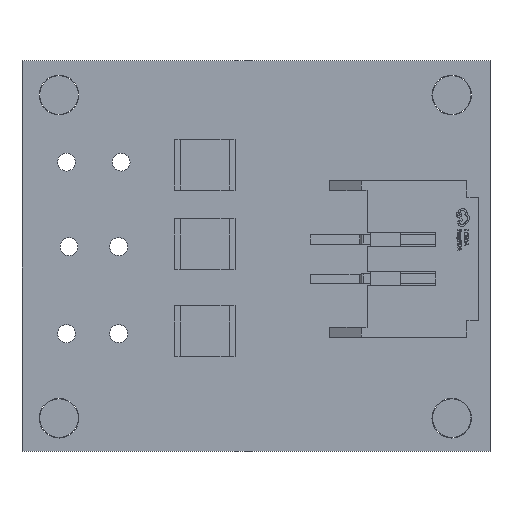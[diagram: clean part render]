
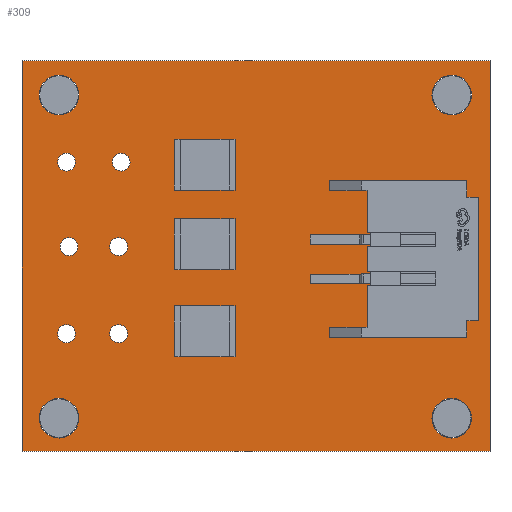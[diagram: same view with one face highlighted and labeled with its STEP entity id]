
A CAD part, top view. The second image highlights one B-rep face of the part: STEP entity #309.
In plain terms, the highlighted planar face has unit normal (0, 0, 1).
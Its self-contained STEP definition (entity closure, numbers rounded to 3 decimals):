
#51 = VERTEX_POINT('',#52);
#52 = CARTESIAN_POINT('',(-4.178,37.96,1.6
    ));
#58 = EDGE_CURVE('',#51,#59,#61,.T.);
#59 = VERTEX_POINT('',#60);
#60 = CARTESIAN_POINT('',(19.733,37.96,1.6)
  );
#61 = LINE('',#62,#63);
#62 = CARTESIAN_POINT('',(-4.178,37.96,1.6
    ));
#63 = VECTOR('',#64,1.);
#64 = DIRECTION('',(1.,0.,0.));
#91 = VERTEX_POINT('',#92);
#92 = CARTESIAN_POINT('',(-4.178,17.986,1.6
    ));
#98 = EDGE_CURVE('',#91,#51,#99,.T.);
#99 = LINE('',#100,#101);
#100 = CARTESIAN_POINT('',(-4.178,17.986,
    1.6));
#101 = VECTOR('',#102,1.);
#102 = DIRECTION('',(0.,1.,0.));
#120 = EDGE_CURVE('',#59,#121,#123,.T.);
#121 = VERTEX_POINT('',#122);
#122 = CARTESIAN_POINT('',(19.733,17.986,1.6
    ));
#123 = LINE('',#124,#125);
#124 = CARTESIAN_POINT('',(19.733,37.96,1.6
    ));
#125 = VECTOR('',#126,1.);
#126 = DIRECTION('',(0.,-1.,0.));
#309 = ADVANCED_FACE('',(#310,#321,#341,#361,#372,#383,#403,#414,#425,
    #436,#447),#467,.F.);
#310 = FACE_BOUND('',#311,.F.);
#311 = EDGE_LOOP('',(#312,#313,#314,#320));
#312 = ORIENTED_EDGE('',*,*,#58,.T.);
#313 = ORIENTED_EDGE('',*,*,#120,.T.);
#314 = ORIENTED_EDGE('',*,*,#315,.T.);
#315 = EDGE_CURVE('',#121,#91,#316,.T.);
#316 = LINE('',#317,#318);
#317 = CARTESIAN_POINT('',(19.733,17.986,1.6
    ));
#318 = VECTOR('',#319,1.);
#319 = DIRECTION('',(-1.,0.,0.));
#320 = ORIENTED_EDGE('',*,*,#98,.T.);
#321 = FACE_BOUND('',#322,.F.);
#322 = EDGE_LOOP('',(#323,#334));
#323 = ORIENTED_EDGE('',*,*,#324,.T.);
#324 = EDGE_CURVE('',#325,#327,#329,.T.);
#325 = VERTEX_POINT('',#326);
#326 = CARTESIAN_POINT('',(18.793,19.685,
    1.6));
#327 = VERTEX_POINT('',#328);
#328 = CARTESIAN_POINT('',(16.767,19.685,
    1.6));
#329 = CIRCLE('',#330,1.013);
#330 = AXIS2_PLACEMENT_3D('',#331,#332,#333);
#331 = CARTESIAN_POINT('',(17.78,19.685,
    1.6));
#332 = DIRECTION('',(0.,0.,1.));
#333 = DIRECTION('',(1.,0.,-0.));
#334 = ORIENTED_EDGE('',*,*,#335,.T.);
#335 = EDGE_CURVE('',#327,#325,#336,.T.);
#336 = CIRCLE('',#337,1.013);
#337 = AXIS2_PLACEMENT_3D('',#338,#339,#340);
#338 = CARTESIAN_POINT('',(17.78,19.685,
    1.6));
#339 = DIRECTION('',(0.,0.,1.));
#340 = DIRECTION('',(-1.,0.,0.));
#341 = FACE_BOUND('',#342,.F.);
#342 = EDGE_LOOP('',(#343,#354));
#343 = ORIENTED_EDGE('',*,*,#344,.T.);
#344 = EDGE_CURVE('',#345,#347,#349,.T.);
#345 = VERTEX_POINT('',#346);
#346 = CARTESIAN_POINT('',(-1.273,19.685,
    1.6));
#347 = VERTEX_POINT('',#348);
#348 = CARTESIAN_POINT('',(-3.299,19.685,
    1.6));
#349 = CIRCLE('',#350,1.013);
#350 = AXIS2_PLACEMENT_3D('',#351,#352,#353);
#351 = CARTESIAN_POINT('',(-2.286,19.685,
    1.6));
#352 = DIRECTION('',(0.,0.,1.));
#353 = DIRECTION('',(1.,0.,-0.));
#354 = ORIENTED_EDGE('',*,*,#355,.T.);
#355 = EDGE_CURVE('',#347,#345,#356,.T.);
#356 = CIRCLE('',#357,1.013);
#357 = AXIS2_PLACEMENT_3D('',#358,#359,#360);
#358 = CARTESIAN_POINT('',(-2.286,19.685,
    1.6));
#359 = DIRECTION('',(0.,0.,1.));
#360 = DIRECTION('',(-1.,0.,0.));
#361 = FACE_BOUND('',#362,.F.);
#362 = EDGE_LOOP('',(#363));
#363 = ORIENTED_EDGE('',*,*,#364,.T.);
#364 = EDGE_CURVE('',#365,#365,#367,.T.);
#365 = VERTEX_POINT('',#366);
#366 = CARTESIAN_POINT('',(1.219,24.003,1.6
    ));
#367 = CIRCLE('',#368,0.457);
#368 = AXIS2_PLACEMENT_3D('',#369,#370,#371);
#369 = CARTESIAN_POINT('',(0.762,24.003,1.6
    ));
#370 = DIRECTION('',(0.,0.,1.));
#371 = DIRECTION('',(1.,0.,-0.));
#372 = FACE_BOUND('',#373,.F.);
#373 = EDGE_LOOP('',(#374));
#374 = ORIENTED_EDGE('',*,*,#375,.T.);
#375 = EDGE_CURVE('',#376,#376,#378,.T.);
#376 = VERTEX_POINT('',#377);
#377 = CARTESIAN_POINT('',(-1.448,24.003,
    1.6));
#378 = CIRCLE('',#379,0.457);
#379 = AXIS2_PLACEMENT_3D('',#380,#381,#382);
#380 = CARTESIAN_POINT('',(-1.905,24.003,
    1.6));
#381 = DIRECTION('',(0.,0.,1.));
#382 = DIRECTION('',(1.,0.,-0.));
#383 = FACE_BOUND('',#384,.F.);
#384 = EDGE_LOOP('',(#385,#396));
#385 = ORIENTED_EDGE('',*,*,#386,.T.);
#386 = EDGE_CURVE('',#387,#389,#391,.T.);
#387 = VERTEX_POINT('',#388);
#388 = CARTESIAN_POINT('',(18.793,36.195,
    1.6));
#389 = VERTEX_POINT('',#390);
#390 = CARTESIAN_POINT('',(16.767,36.195,
    1.6));
#391 = CIRCLE('',#392,1.013);
#392 = AXIS2_PLACEMENT_3D('',#393,#394,#395);
#393 = CARTESIAN_POINT('',(17.78,36.195,
    1.6));
#394 = DIRECTION('',(0.,0.,1.));
#395 = DIRECTION('',(1.,0.,-0.));
#396 = ORIENTED_EDGE('',*,*,#397,.T.);
#397 = EDGE_CURVE('',#389,#387,#398,.T.);
#398 = CIRCLE('',#399,1.013);
#399 = AXIS2_PLACEMENT_3D('',#400,#401,#402);
#400 = CARTESIAN_POINT('',(17.78,36.195,
    1.6));
#401 = DIRECTION('',(0.,0.,1.));
#402 = DIRECTION('',(-1.,0.,0.));
#403 = FACE_BOUND('',#404,.F.);
#404 = EDGE_LOOP('',(#405));
#405 = ORIENTED_EDGE('',*,*,#406,.T.);
#406 = EDGE_CURVE('',#407,#407,#409,.T.);
#407 = VERTEX_POINT('',#408);
#408 = CARTESIAN_POINT('',(1.219,28.448,1.6
    ));
#409 = CIRCLE('',#410,0.457);
#410 = AXIS2_PLACEMENT_3D('',#411,#412,#413);
#411 = CARTESIAN_POINT('',(0.762,28.448,1.6
    ));
#412 = DIRECTION('',(0.,0.,1.));
#413 = DIRECTION('',(1.,0.,-0.));
#414 = FACE_BOUND('',#415,.F.);
#415 = EDGE_LOOP('',(#416));
#416 = ORIENTED_EDGE('',*,*,#417,.T.);
#417 = EDGE_CURVE('',#418,#418,#420,.T.);
#418 = VERTEX_POINT('',#419);
#419 = CARTESIAN_POINT('',(-1.321,28.448,
    1.6));
#420 = CIRCLE('',#421,0.457);
#421 = AXIS2_PLACEMENT_3D('',#422,#423,#424);
#422 = CARTESIAN_POINT('',(-1.778,28.448,
    1.6));
#423 = DIRECTION('',(0.,0.,1.));
#424 = DIRECTION('',(1.,0.,-0.));
#425 = FACE_BOUND('',#426,.F.);
#426 = EDGE_LOOP('',(#427));
#427 = ORIENTED_EDGE('',*,*,#428,.T.);
#428 = EDGE_CURVE('',#429,#429,#431,.T.);
#429 = VERTEX_POINT('',#430);
#430 = CARTESIAN_POINT('',(1.346,32.766,1.6
    ));
#431 = CIRCLE('',#432,0.457);
#432 = AXIS2_PLACEMENT_3D('',#433,#434,#435);
#433 = CARTESIAN_POINT('',(0.889,32.766,1.6
    ));
#434 = DIRECTION('',(0.,0.,1.));
#435 = DIRECTION('',(1.,0.,-0.));
#436 = FACE_BOUND('',#437,.F.);
#437 = EDGE_LOOP('',(#438));
#438 = ORIENTED_EDGE('',*,*,#439,.T.);
#439 = EDGE_CURVE('',#440,#440,#442,.T.);
#440 = VERTEX_POINT('',#441);
#441 = CARTESIAN_POINT('',(-1.448,32.766,
    1.6));
#442 = CIRCLE('',#443,0.457);
#443 = AXIS2_PLACEMENT_3D('',#444,#445,#446);
#444 = CARTESIAN_POINT('',(-1.905,32.766,
    1.6));
#445 = DIRECTION('',(0.,0.,1.));
#446 = DIRECTION('',(1.,0.,-0.));
#447 = FACE_BOUND('',#448,.F.);
#448 = EDGE_LOOP('',(#449,#460));
#449 = ORIENTED_EDGE('',*,*,#450,.T.);
#450 = EDGE_CURVE('',#451,#453,#455,.T.);
#451 = VERTEX_POINT('',#452);
#452 = CARTESIAN_POINT('',(-1.273,36.195,
    1.6));
#453 = VERTEX_POINT('',#454);
#454 = CARTESIAN_POINT('',(-3.299,36.195,
    1.6));
#455 = CIRCLE('',#456,1.013);
#456 = AXIS2_PLACEMENT_3D('',#457,#458,#459);
#457 = CARTESIAN_POINT('',(-2.286,36.195,
    1.6));
#458 = DIRECTION('',(0.,0.,1.));
#459 = DIRECTION('',(1.,0.,-0.));
#460 = ORIENTED_EDGE('',*,*,#461,.T.);
#461 = EDGE_CURVE('',#453,#451,#462,.T.);
#462 = CIRCLE('',#463,1.013);
#463 = AXIS2_PLACEMENT_3D('',#464,#465,#466);
#464 = CARTESIAN_POINT('',(-2.286,36.195,
    1.6));
#465 = DIRECTION('',(0.,0.,1.));
#466 = DIRECTION('',(-1.,0.,0.));
#467 = PLANE('',#468);
#468 = AXIS2_PLACEMENT_3D('',#469,#470,#471);
#469 = CARTESIAN_POINT('',(7.778,27.973,1.6
    ));
#470 = DIRECTION('',(-0.,-0.,-1.));
#471 = DIRECTION('',(-1.,0.,0.));
